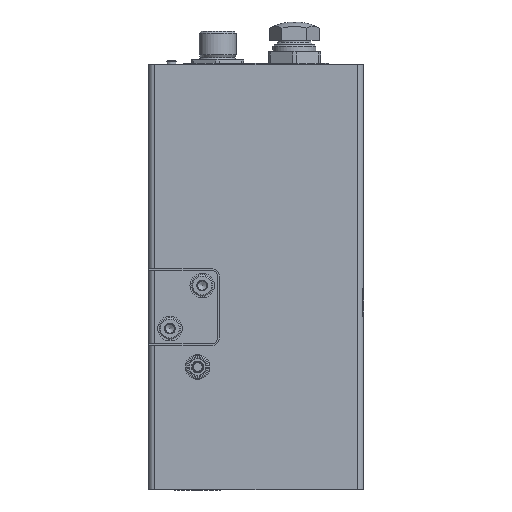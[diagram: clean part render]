
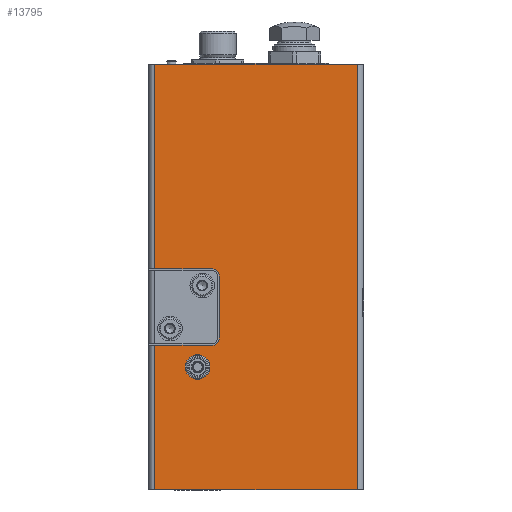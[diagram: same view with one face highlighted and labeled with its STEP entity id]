
A CAD part, left-side view. The second image highlights one B-rep face of the part: STEP entity #13795.
In plain terms, the highlighted face is planar.
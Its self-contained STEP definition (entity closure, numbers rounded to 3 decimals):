
#372=CIRCLE('',#14643,4.);
#373=CIRCLE('',#14644,2.5);
#374=CIRCLE('',#14645,2.5);
#1151=LINE('',#19170,#1707);
#1156=LINE('',#19311,#1712);
#1164=LINE('',#19348,#1720);
#1251=LINE('',#20019,#1807);
#1252=LINE('',#20027,#1808);
#1253=LINE('',#20031,#1809);
#1254=LINE('',#20035,#1810);
#1255=LINE('',#20036,#1811);
#1707=VECTOR('',#15877,1000.);
#1712=VECTOR('',#16014,1000.);
#1720=VECTOR('',#16032,1000.);
#1807=VECTOR('',#16315,1000.);
#1808=VECTOR('',#16324,1000.);
#1809=VECTOR('',#16327,1000.);
#1810=VECTOR('',#16330,1000.);
#1811=VECTOR('',#16331,1000.);
#2654=ORIENTED_EDGE('',*,*,#5255,.F.);
#2655=ORIENTED_EDGE('',*,*,#5046,.T.);
#2656=ORIENTED_EDGE('',*,*,#5256,.F.);
#2657=ORIENTED_EDGE('',*,*,#5257,.F.);
#2658=ORIENTED_EDGE('',*,*,#5258,.F.);
#2659=ORIENTED_EDGE('',*,*,#5259,.F.);
#2660=ORIENTED_EDGE('',*,*,#5260,.T.);
#2661=ORIENTED_EDGE('',*,*,#5252,.T.);
#2662=ORIENTED_EDGE('',*,*,#5261,.T.);
#2663=ORIENTED_EDGE('',*,*,#5032,.F.);
#2664=ORIENTED_EDGE('',*,*,#4965,.F.);
#4965=EDGE_CURVE('',#6266,#6267,#1151,.T.);
#5032=EDGE_CURVE('',#6267,#6333,#1156,.T.);
#5046=EDGE_CURVE('',#6266,#6344,#1164,.T.);
#5252=EDGE_CURVE('',#6517,#6518,#1251,.T.);
#5255=EDGE_CURVE('',#6519,#6519,#372,.T.);
#5256=EDGE_CURVE('',#6520,#6344,#1252,.T.);
#5257=EDGE_CURVE('',#6521,#6520,#373,.T.);
#5258=EDGE_CURVE('',#6522,#6521,#1253,.T.);
#5259=EDGE_CURVE('',#6523,#6522,#374,.T.);
#5260=EDGE_CURVE('',#6523,#6517,#1254,.T.);
#5261=EDGE_CURVE('',#6518,#6333,#1255,.T.);
#6266=VERTEX_POINT('',#19169);
#6267=VERTEX_POINT('',#19171);
#6333=VERTEX_POINT('',#19312);
#6344=VERTEX_POINT('',#19347);
#6517=VERTEX_POINT('',#20020);
#6518=VERTEX_POINT('',#20021);
#6519=VERTEX_POINT('',#20026);
#6520=VERTEX_POINT('',#20028);
#6521=VERTEX_POINT('',#20030);
#6522=VERTEX_POINT('',#20032);
#6523=VERTEX_POINT('',#20034);
#7415=EDGE_LOOP('',(#2654));
#7416=EDGE_LOOP('',(#2655,#2656,#2657,#2658,#2659,#2660,#2661,#2662,#2663,
#2664));
#8408=FACE_BOUND('',#7415,.T.);
#8409=FACE_BOUND('',#7416,.T.);
#9356=PLANE('',#14642);
#13795=ADVANCED_FACE('',(#8408,#8409),#9356,.F.);
#14642=AXIS2_PLACEMENT_3D('',#20024,#16320,#16321);
#14643=AXIS2_PLACEMENT_3D('',#20025,#16322,#16323);
#14644=AXIS2_PLACEMENT_3D('',#20029,#16325,#16326);
#14645=AXIS2_PLACEMENT_3D('',#20033,#16328,#16329);
#15877=DIRECTION('',(0.,1.,0.));
#16014=DIRECTION('',(0.,0.,-1.));
#16032=DIRECTION('',(0.,0.,-1.));
#16315=DIRECTION('',(0.,0.,-1.));
#16320=DIRECTION('',(-1.,0.,0.));
#16321=DIRECTION('',(0.,0.,1.));
#16322=DIRECTION('',(1.,0.,0.));
#16323=DIRECTION('',(0.,0.,-1.));
#16324=DIRECTION('',(0.,-1.,0.));
#16325=DIRECTION('',(1.,0.,0.));
#16326=DIRECTION('',(0.,0.,-1.));
#16327=DIRECTION('',(0.,0.,1.));
#16328=DIRECTION('',(1.,0.,0.));
#16329=DIRECTION('',(0.,0.,-1.));
#16330=DIRECTION('',(0.,-1.,0.));
#16331=DIRECTION('',(0.,1.,0.));
#19169=CARTESIAN_POINT('',(42.,-33.,138.5));
#19170=CARTESIAN_POINT('',(42.,-33.,138.5));
#19171=CARTESIAN_POINT('',(42.,33.,138.5));
#19311=CARTESIAN_POINT('',(42.,33.,138.5));
#19312=CARTESIAN_POINT('',(42.,33.,0.));
#19347=CARTESIAN_POINT('',(42.,-33.,72.));
#19348=CARTESIAN_POINT('',(42.,-33.,138.5));
#20019=CARTESIAN_POINT('',(42.,-33.,138.5));
#20020=CARTESIAN_POINT('',(42.,-33.,47.));
#20021=CARTESIAN_POINT('',(42.,-33.,0.));
#20024=CARTESIAN_POINT('',(42.,-33.,138.5));
#20025=CARTESIAN_POINT('',(42.,-19.,40.));
#20026=CARTESIAN_POINT('',(42.,-19.,36.));
#20027=CARTESIAN_POINT('',(42.,-14.5,72.));
#20028=CARTESIAN_POINT('',(42.,-14.5,72.));
#20029=CARTESIAN_POINT('',(42.,-14.5,69.5));
#20030=CARTESIAN_POINT('',(42.,-12.,69.5));
#20031=CARTESIAN_POINT('',(42.,-12.,49.5));
#20032=CARTESIAN_POINT('',(42.,-12.,49.5));
#20033=CARTESIAN_POINT('',(42.,-14.5,49.5));
#20034=CARTESIAN_POINT('',(42.,-14.5,47.));
#20035=CARTESIAN_POINT('',(42.,-33.,47.));
#20036=CARTESIAN_POINT('',(42.,-33.,0.));
